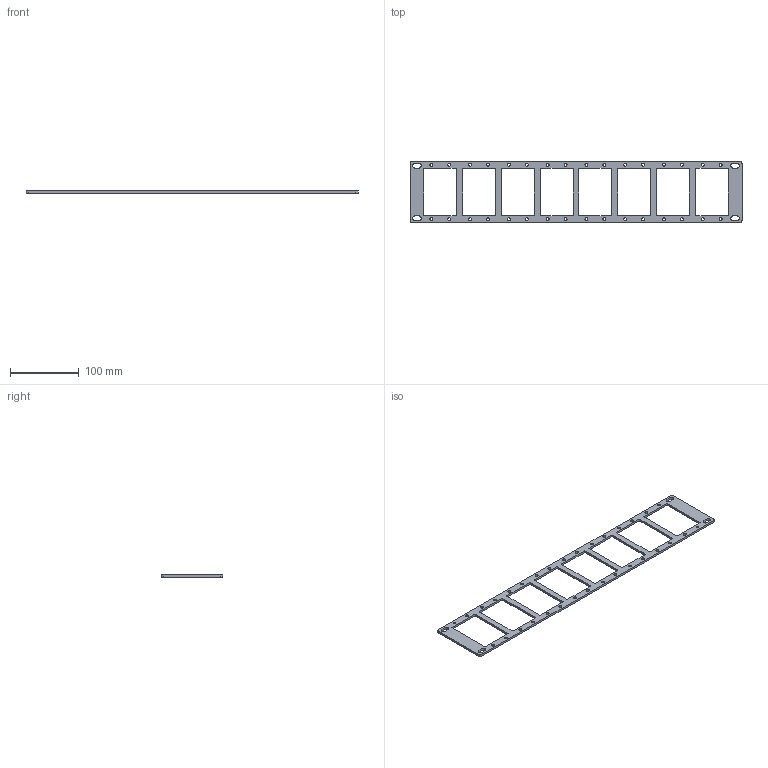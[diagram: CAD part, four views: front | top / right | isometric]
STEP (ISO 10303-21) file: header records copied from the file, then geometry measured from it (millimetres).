
FILE_DESCRIPTION(/* description */ ('','CAx-IF Rec.Pracs.---Representation and Presentation of Product Manufacturing Information (PMI)---4.0---2014-10-13'),/* implementation_level */ '2;1');
FILE_NAME(/* name */ 'Labstack 19in Frame Remade v3.step',/* time_stamp */ '2025-03-12T22:50:22-05:00',/* author */ (''),/* organization */ (''),/* preprocessor_version */ 'ST-DEVELOPER v20',/* originating_system */ 'Autodesk Translation Framework v13.20.0.188',/* authorisation */ '');
FILE_SCHEMA (('AP242_MANAGED_MODEL_BASED_3D_ENGINEERING_MIM_LF { 1 0 10303 442 1 1 4 }'));
Length unit declared in the file: millimetre
Products named in the file (2): Labstack 19in Frame Remade; Component1
Assembly tree (1 placements, depth 2):
  Labstack 19in Frame Remade
    Component1
Bounding box: 482.6 x 89 x 3.17 mm (x, y, z)
Volume: 49833 mm3; surface area: 42682.4 mm2
Topology: 1 solids, 1 shells, 122 faces, 360 edges, 240 vertices
Faces by surface type: cylinder 76, plane 46
Full cylindrical faces by diameter (mm): 4.25 x32
Entity records: 4365 total; most frequent: DIRECTION 762, CARTESIAN_POINT 725, ORIENTED_EDGE 720, EDGE_CURVE 360, AXIS2_PLACEMENT_3D 277, VERTEX_POINT 240, EDGE_LOOP 210, LINE 208
